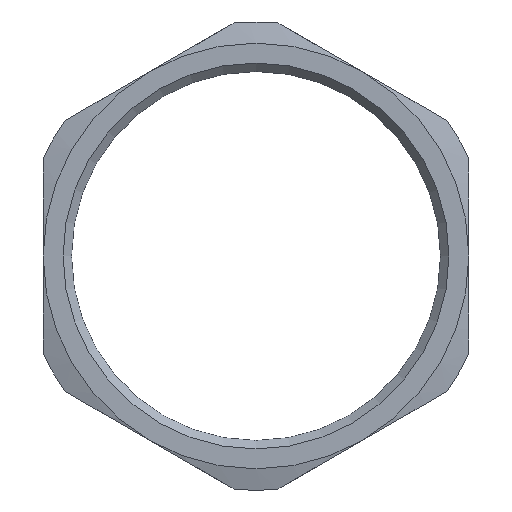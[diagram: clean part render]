
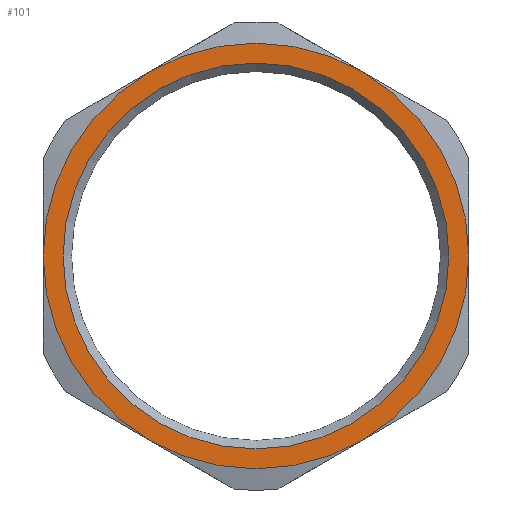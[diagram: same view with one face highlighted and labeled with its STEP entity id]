
A CAD part, front view. The second image highlights one B-rep face of the part: STEP entity #101.
In plain terms, the highlighted planar face has unit normal (0, -1, 0).
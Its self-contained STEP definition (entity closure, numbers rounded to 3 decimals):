
#50=FACE_BOUND('',#150,.T.);
#51=FACE_BOUND('',#151,.T.);
#79=CIRCLE('',#429,6.8);
#80=CIRCLE('',#430,7.5);
#81=CIRCLE('',#431,7.5);
#82=CIRCLE('',#432,7.5);
#83=CIRCLE('',#433,7.5);
#84=CIRCLE('',#434,7.5);
#85=CIRCLE('',#435,7.5);
#101=ADVANCED_FACE('',(#50,#51),#118,.T.);
#118=PLANE('',#436);
#150=EDGE_LOOP('',(#256));
#151=EDGE_LOOP('',(#257,#258,#259,#260,#261,#262));
#256=ORIENTED_EDGE('',*,*,#382,.T.);
#257=ORIENTED_EDGE('',*,*,#383,.T.);
#258=ORIENTED_EDGE('',*,*,#384,.T.);
#259=ORIENTED_EDGE('',*,*,#385,.T.);
#260=ORIENTED_EDGE('',*,*,#386,.T.);
#261=ORIENTED_EDGE('',*,*,#387,.T.);
#262=ORIENTED_EDGE('',*,*,#388,.T.);
#307=VERTEX_POINT('',#566);
#314=VERTEX_POINT('',#589);
#319=VERTEX_POINT('',#609);
#325=VERTEX_POINT('',#631);
#329=VERTEX_POINT('',#649);
#334=VERTEX_POINT('',#669);
#336=VERTEX_POINT('',#682);
#382=EDGE_CURVE('',#336,#336,#79,.T.);
#383=EDGE_CURVE('',#319,#325,#80,.T.);
#384=EDGE_CURVE('',#325,#329,#81,.T.);
#385=EDGE_CURVE('',#329,#334,#82,.T.);
#386=EDGE_CURVE('',#334,#307,#83,.T.);
#387=EDGE_CURVE('',#307,#314,#84,.T.);
#388=EDGE_CURVE('',#314,#319,#85,.T.);
#429=AXIS2_PLACEMENT_3D('',#681,#518,#519);
#430=AXIS2_PLACEMENT_3D('',#683,#520,#521);
#431=AXIS2_PLACEMENT_3D('',#684,#522,#523);
#432=AXIS2_PLACEMENT_3D('',#685,#524,#525);
#433=AXIS2_PLACEMENT_3D('',#686,#526,#527);
#434=AXIS2_PLACEMENT_3D('',#687,#528,#529);
#435=AXIS2_PLACEMENT_3D('',#688,#530,#531);
#436=AXIS2_PLACEMENT_3D('',#689,#532,#533);
#518=DIRECTION('',(0.,1.,0.));
#519=DIRECTION('',(0.,0.,-1.));
#520=DIRECTION('',(0.,-1.,0.));
#521=DIRECTION('',(0.,0.,-1.));
#522=DIRECTION('',(0.,-1.,0.));
#523=DIRECTION('',(0.,0.,-1.));
#524=DIRECTION('',(0.,-1.,0.));
#525=DIRECTION('',(0.,0.,-1.));
#526=DIRECTION('',(0.,-1.,0.));
#527=DIRECTION('',(0.,0.,-1.));
#528=DIRECTION('',(0.,-1.,0.));
#529=DIRECTION('',(0.,0.,-1.));
#530=DIRECTION('',(0.,-1.,0.));
#531=DIRECTION('',(0.,0.,-1.));
#532=DIRECTION('',(0.,-1.,0.));
#533=DIRECTION('',(0.,0.,-1.));
#566=CARTESIAN_POINT('',(3.75,-2.,-6.495));
#589=CARTESIAN_POINT('',(7.5,-2.,0.));
#609=CARTESIAN_POINT('',(3.75,-2.,6.495));
#631=CARTESIAN_POINT('',(-3.75,-2.,6.495));
#649=CARTESIAN_POINT('',(-7.5,-2.,0.));
#669=CARTESIAN_POINT('',(-3.75,-2.,-6.495));
#681=CARTESIAN_POINT('',(0.,-2.,0.));
#682=CARTESIAN_POINT('',(0.,-2.,-6.8));
#683=CARTESIAN_POINT('',(0.,-2.,0.));
#684=CARTESIAN_POINT('',(0.,-2.,0.));
#685=CARTESIAN_POINT('',(0.,-2.,0.));
#686=CARTESIAN_POINT('',(0.,-2.,0.));
#687=CARTESIAN_POINT('',(0.,-2.,0.));
#688=CARTESIAN_POINT('',(0.,-2.,0.));
#689=CARTESIAN_POINT('',(0.,-2.,0.));
